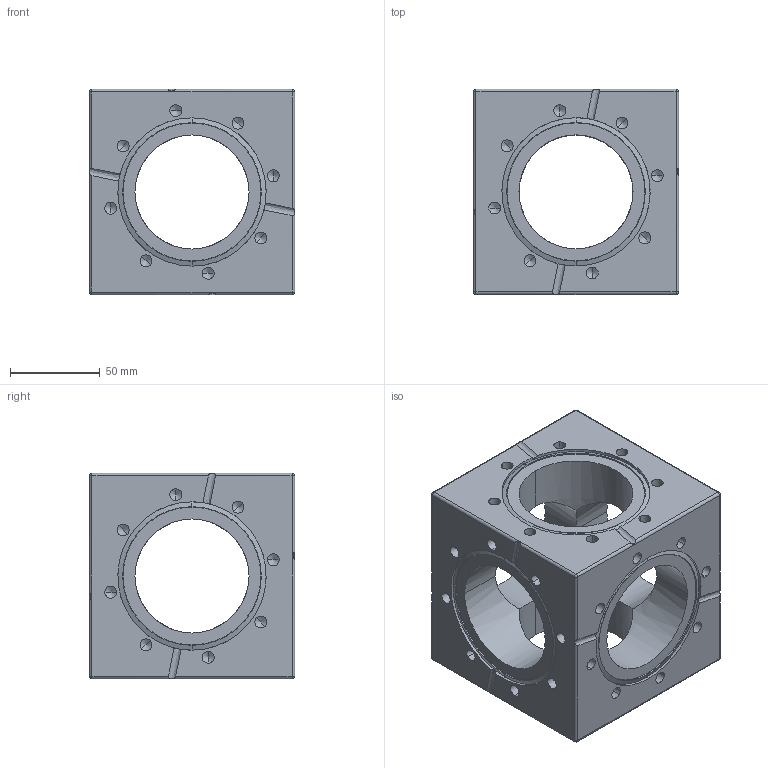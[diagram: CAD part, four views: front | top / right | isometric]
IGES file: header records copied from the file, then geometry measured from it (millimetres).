
Global section: file name: No Iges File Name specified; native system: AutoDesk Inventor R12.0; preprocessor: AutoDesk Inventor Iges Exporter R12.0; date: 20090430.155655; units: millimetre
Bounding box: 114.4 x 114.4 x 114.4 mm (x, y, z)
Volume: 734620.2 mm3; surface area: 107195.4 mm2
Topology: 1 solids, 1 shells, 290 faces, 740 edges, 392 vertices
Faces by surface type: bspline 192, revolution 48, plane 18, cone 12, cylinder 12, sphere 8
